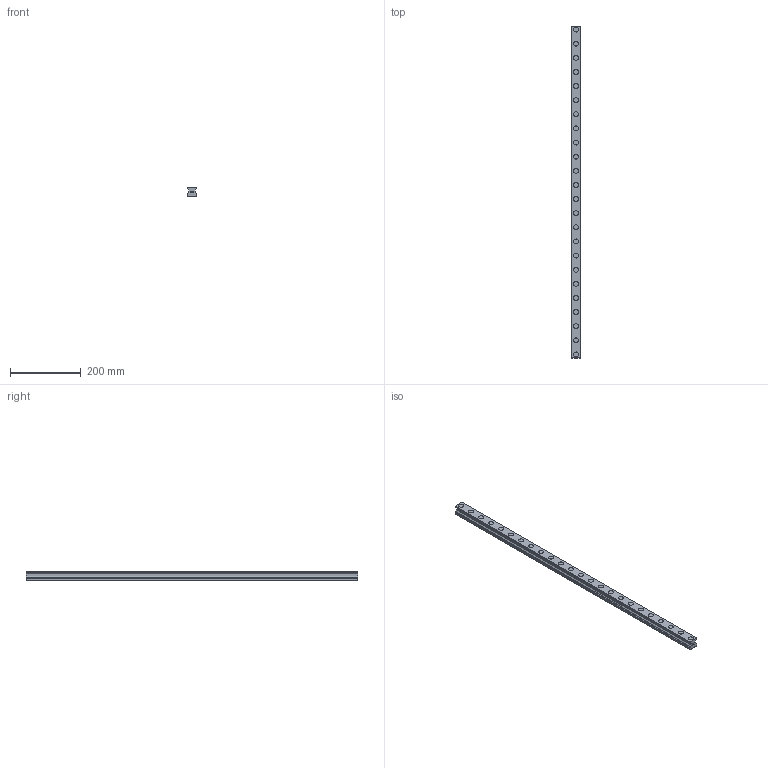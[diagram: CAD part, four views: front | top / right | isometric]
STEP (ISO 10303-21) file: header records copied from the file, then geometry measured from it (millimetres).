
FILE_DESCRIPTION(('STEP AP214'),'1');
FILE_NAME('cctmp_641FDD19-A991-4E70-920A-08B090E8BF49_2021_03_11_11_29_50_0345..stp','2021-03-11T10:29:50',('HIWIN GmbH'),('CADClick - www.CADClick.com'),'Spatial InterOp 3D',' ','unknown authorization');
FILE_SCHEMA(('AUTOMOTIVE_DESIGN'));
Length unit declared in the file: millimetre
Products named in the file (1): RGR30R940H_FILE
Bounding box: 28 x 940 x 28 mm (x, y, z)
Volume: 538091.8 mm3; surface area: 140853.2 mm2
Topology: 1 solids, 1 shells, 331 faces, 759 edges, 506 vertices
Faces by surface type: plane 169, cylinder 162
Entity records: 12129 total; most frequent: DIRECTION 1747, CARTESIAN_POINT 1597, ORIENTED_EDGE 1518, EDGE_CURVE 759, AXIS2_PLACEMENT_3D 656, VERTEX_POINT 506, LINE 435, VECTOR 435
